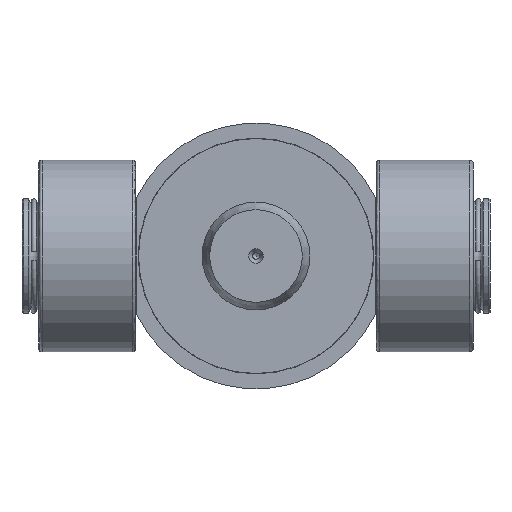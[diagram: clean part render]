
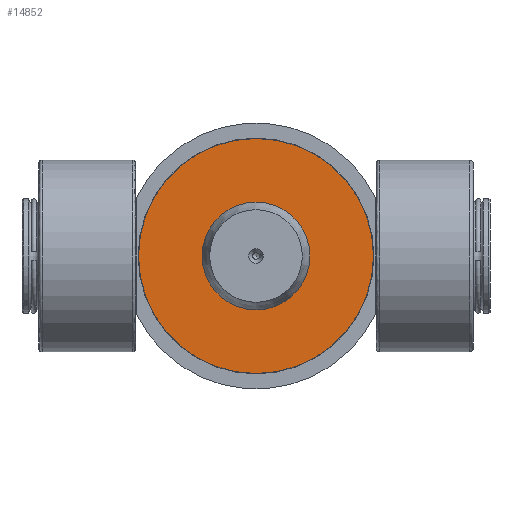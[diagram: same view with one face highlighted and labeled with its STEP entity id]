
A CAD part, front view. The second image highlights one B-rep face of the part: STEP entity #14852.
In plain terms, the highlighted face is planar.
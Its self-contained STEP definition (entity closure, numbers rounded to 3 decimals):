
#3826=PLANE('',#15884);
#4195=FACE_BOUND('',#5540,.T.);
#4642=FACE_OUTER_BOUND('',#5539,.T.);
#5539=EDGE_LOOP('',(#12056));
#5540=EDGE_LOOP('',(#12057));
#6231=CIRCLE('',#15876,28.753);
#6234=CIRCLE('',#15881,69.8);
#6964=VERTEX_POINT('',#26293);
#6967=VERTEX_POINT('',#26301);
#8796=EDGE_CURVE('',#6964,#6964,#6231,.T.);
#8799=EDGE_CURVE('',#6967,#6967,#6234,.T.);
#12056=ORIENTED_EDGE('',*,*,#8799,.F.);
#12057=ORIENTED_EDGE('',*,*,#8796,.T.);
#14852=ADVANCED_FACE('',(#4642,#4195),#3826,.F.);
#15876=AXIS2_PLACEMENT_3D('',#26294,#17645,#17646);
#15881=AXIS2_PLACEMENT_3D('',#26302,#17655,#17656);
#15884=AXIS2_PLACEMENT_3D('',#26306,#17661,#17662);
#17645=DIRECTION('center_axis',(0.,0.,1.));
#17646=DIRECTION('ref_axis',(1.,0.,0.));
#17655=DIRECTION('center_axis',(0.,0.,1.));
#17656=DIRECTION('ref_axis',(-1.,0.,0.));
#17661=DIRECTION('center_axis',(0.,0.,1.));
#17662=DIRECTION('ref_axis',(1.,0.,0.));
#26293=CARTESIAN_POINT('',(-28.753,0.,0.));
#26294=CARTESIAN_POINT('Origin',(0.,0.,0.));
#26301=CARTESIAN_POINT('',(69.8,0.,0.));
#26302=CARTESIAN_POINT('Origin',(0.,0.,0.));
#26306=CARTESIAN_POINT('Origin',(0.,0.,
0.));
